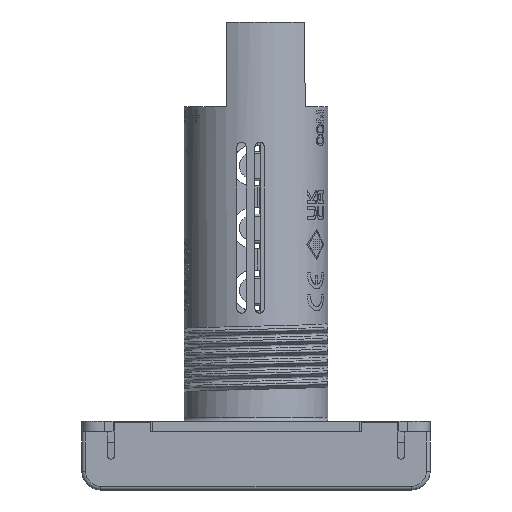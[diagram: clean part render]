
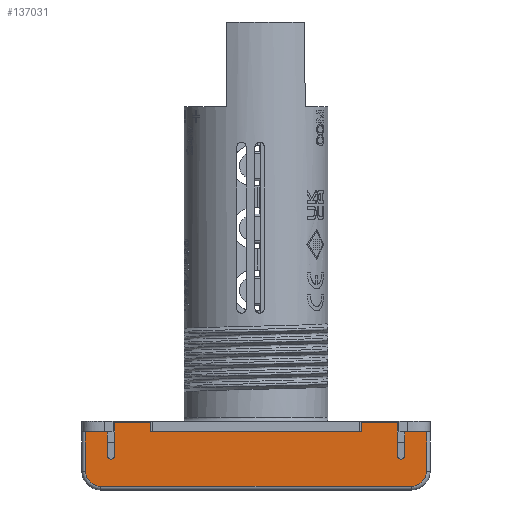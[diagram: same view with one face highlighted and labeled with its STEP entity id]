
A CAD part, front view. The second image highlights one B-rep face of the part: STEP entity #137031.
In plain terms, the highlighted face is planar.
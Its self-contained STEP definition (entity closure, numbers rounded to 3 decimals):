
#136585=CARTESIAN_POINT('',(45.4,26.,0.5));
#136586=VERTEX_POINT('',#136585);
#136587=CARTESIAN_POINT('',(2.6,26.,0.5));
#136588=VERTEX_POINT('',#136587);
#136589=CARTESIAN_POINT('',(45.4,26.,0.5));
#136590=DIRECTION('',(-1.,0.,0.));
#136591=VECTOR('',#136590,42.8);
#136592=LINE('',#136589,#136591);
#136593=EDGE_CURVE('',#136586,#136588,#136592,.T.);
#136871=CARTESIAN_POINT('',(0.5,26.,2.6));
#136872=VERTEX_POINT('',#136871);
#136873=CARTESIAN_POINT('',(2.6,26.,2.6));
#136874=DIRECTION('',(0.,-1.,0.));
#136875=DIRECTION('',(-1.,0.,0.));
#136876=AXIS2_PLACEMENT_3D('',#136873,#136874,#136875);
#136877=CIRCLE('',#136876,2.1);
#136878=EDGE_CURVE('',#136872,#136588,#136877,.T.);
#136893=CARTESIAN_POINT('',(48.,26.,0.));
#136894=DIRECTION('',(0.,1.,0.));
#136895=DIRECTION('',(1.,0.,0.));
#136896=AXIS2_PLACEMENT_3D('',#136893,#136894,#136895);
#136897=PLANE('',#136896);
#136898=CARTESIAN_POINT('',(4.5,26.,4.758));
#136899=VERTEX_POINT('',#136898);
#136900=CARTESIAN_POINT('',(3.5,26.,4.758));
#136901=VERTEX_POINT('',#136900);
#136902=CARTESIAN_POINT('',(4.,26.,4.758));
#136903=DIRECTION('',(-0.,1.,0.));
#136904=DIRECTION('',(1.,0.,0.));
#136905=AXIS2_PLACEMENT_3D('',#136902,#136903,#136904);
#136906=CIRCLE('',#136905,0.5);
#136907=EDGE_CURVE('',#136899,#136901,#136906,.T.);
#136908=ORIENTED_EDGE('',*,*,#136907,.F.);
#136909=CARTESIAN_POINT('',(4.5,26.,9.258));
#136910=VERTEX_POINT('',#136909);
#136911=CARTESIAN_POINT('',(4.5,26.,4.758));
#136912=DIRECTION('',(0.,0.,1.));
#136913=VECTOR('',#136912,4.5);
#136914=LINE('',#136911,#136913);
#136915=EDGE_CURVE('',#136899,#136910,#136914,.T.);
#136916=ORIENTED_EDGE('',*,*,#136915,.T.);
#136917=CARTESIAN_POINT('',(9.5,26.,9.258));
#136918=VERTEX_POINT('',#136917);
#136919=CARTESIAN_POINT('',(4.5,26.,9.258));
#136920=DIRECTION('',(1.,0.,-0.));
#136921=VECTOR('',#136920,5.);
#136922=LINE('',#136919,#136921);
#136923=EDGE_CURVE('',#136910,#136918,#136922,.T.);
#136924=ORIENTED_EDGE('',*,*,#136923,.T.);
#136925=CARTESIAN_POINT('',(9.5,26.,8.));
#136926=VERTEX_POINT('',#136925);
#136927=CARTESIAN_POINT('',(9.5,26.,9.258));
#136928=DIRECTION('',(0.,0.,-1.));
#136929=VECTOR('',#136928,1.258);
#136930=LINE('',#136927,#136929);
#136931=EDGE_CURVE('',#136918,#136926,#136930,.T.);
#136932=ORIENTED_EDGE('',*,*,#136931,.T.);
#136933=CARTESIAN_POINT('',(38.5,26.,8.));
#136934=VERTEX_POINT('',#136933);
#136935=CARTESIAN_POINT('',(9.5,26.,8.));
#136936=DIRECTION('',(1.,0.,-0.));
#136937=VECTOR('',#136936,29.);
#136938=LINE('',#136935,#136937);
#136939=EDGE_CURVE('',#136926,#136934,#136938,.T.);
#136940=ORIENTED_EDGE('',*,*,#136939,.T.);
#136941=CARTESIAN_POINT('',(38.5,26.,9.258));
#136942=VERTEX_POINT('',#136941);
#136943=CARTESIAN_POINT('',(38.5,26.,8.));
#136944=DIRECTION('',(0.,0.,1.));
#136945=VECTOR('',#136944,1.258);
#136946=LINE('',#136943,#136945);
#136947=EDGE_CURVE('',#136934,#136942,#136946,.T.);
#136948=ORIENTED_EDGE('',*,*,#136947,.T.);
#136949=CARTESIAN_POINT('',(43.5,26.,9.258));
#136950=VERTEX_POINT('',#136949);
#136951=CARTESIAN_POINT('',(38.5,26.,9.258));
#136952=DIRECTION('',(1.,0.,-0.));
#136953=VECTOR('',#136952,5.);
#136954=LINE('',#136951,#136953);
#136955=EDGE_CURVE('',#136942,#136950,#136954,.T.);
#136956=ORIENTED_EDGE('',*,*,#136955,.T.);
#136957=CARTESIAN_POINT('',(43.5,26.,4.758));
#136958=VERTEX_POINT('',#136957);
#136959=CARTESIAN_POINT('',(43.5,26.,9.258));
#136960=DIRECTION('',(0.,0.,-1.));
#136961=VECTOR('',#136960,4.5);
#136962=LINE('',#136959,#136961);
#136963=EDGE_CURVE('',#136950,#136958,#136962,.T.);
#136964=ORIENTED_EDGE('',*,*,#136963,.T.);
#136965=CARTESIAN_POINT('',(44.5,26.,4.758));
#136966=VERTEX_POINT('',#136965);
#136967=CARTESIAN_POINT('',(44.,26.,4.758));
#136968=DIRECTION('',(-0.,1.,0.));
#136969=DIRECTION('',(1.,0.,0.));
#136970=AXIS2_PLACEMENT_3D('',#136967,#136968,#136969);
#136971=CIRCLE('',#136970,0.5);
#136972=EDGE_CURVE('',#136966,#136958,#136971,.T.);
#136973=ORIENTED_EDGE('',*,*,#136972,.F.);
#136974=CARTESIAN_POINT('',(44.5,26.,8.));
#136975=VERTEX_POINT('',#136974);
#136976=CARTESIAN_POINT('',(44.5,26.,4.758));
#136977=DIRECTION('',(0.,0.,1.));
#136978=VECTOR('',#136977,3.242);
#136979=LINE('',#136976,#136978);
#136980=EDGE_CURVE('',#136966,#136975,#136979,.T.);
#136981=ORIENTED_EDGE('',*,*,#136980,.T.);
#136982=CARTESIAN_POINT('',(47.5,26.,8.));
#136983=VERTEX_POINT('',#136982);
#136984=CARTESIAN_POINT('',(44.5,26.,8.));
#136985=DIRECTION('',(1.,0.,-0.));
#136986=VECTOR('',#136985,3.);
#136987=LINE('',#136984,#136986);
#136988=EDGE_CURVE('',#136975,#136983,#136987,.T.);
#136989=ORIENTED_EDGE('',*,*,#136988,.T.);
#136990=CARTESIAN_POINT('',(47.5,26.,2.6));
#136991=VERTEX_POINT('',#136990);
#136992=CARTESIAN_POINT('',(47.5,26.,2.6));
#136993=DIRECTION('',(0.,0.,1.));
#136994=VECTOR('',#136993,5.4);
#136995=LINE('',#136992,#136994);
#136996=EDGE_CURVE('',#136991,#136983,#136995,.T.);
#136997=ORIENTED_EDGE('',*,*,#136996,.F.);
#136998=CARTESIAN_POINT('',(45.4,26.,2.6));
#136999=DIRECTION('',(0.,-1.,0.));
#137000=DIRECTION('',(0.,0.,-1.));
#137001=AXIS2_PLACEMENT_3D('',#136998,#136999,#137000);
#137002=CIRCLE('',#137001,2.1);
#137003=EDGE_CURVE('',#136586,#136991,#137002,.T.);
#137004=ORIENTED_EDGE('',*,*,#137003,.F.);
#137005=ORIENTED_EDGE('',*,*,#136593,.T.);
#137006=ORIENTED_EDGE('',*,*,#136878,.F.);
#137007=CARTESIAN_POINT('',(0.5,26.,8.));
#137008=VERTEX_POINT('',#137007);
#137009=CARTESIAN_POINT('',(0.5,26.,2.6));
#137010=DIRECTION('',(0.,0.,1.));
#137011=VECTOR('',#137010,5.4);
#137012=LINE('',#137009,#137011);
#137013=EDGE_CURVE('',#136872,#137008,#137012,.T.);
#137014=ORIENTED_EDGE('',*,*,#137013,.T.);
#137015=CARTESIAN_POINT('',(3.5,26.,8.));
#137016=VERTEX_POINT('',#137015);
#137017=CARTESIAN_POINT('',(0.5,26.,8.));
#137018=DIRECTION('',(1.,0.,-0.));
#137019=VECTOR('',#137018,3.);
#137020=LINE('',#137017,#137019);
#137021=EDGE_CURVE('',#137008,#137016,#137020,.T.);
#137022=ORIENTED_EDGE('',*,*,#137021,.T.);
#137023=CARTESIAN_POINT('',(3.5,26.,8.));
#137024=DIRECTION('',(0.,0.,-1.));
#137025=VECTOR('',#137024,3.242);
#137026=LINE('',#137023,#137025);
#137027=EDGE_CURVE('',#137016,#136901,#137026,.T.);
#137028=ORIENTED_EDGE('',*,*,#137027,.T.);
#137029=EDGE_LOOP('',(#136908,#136916,#136924,#136932,#136940,#136948,#136956,#136964,#136973,#136981,#136989,#136997,#137004,#137005,#137006,#137014,#137022,#137028));
#137030=FACE_BOUND('',#137029,.T.);
#137031=ADVANCED_FACE('',(#137030),#136897,.T.);
